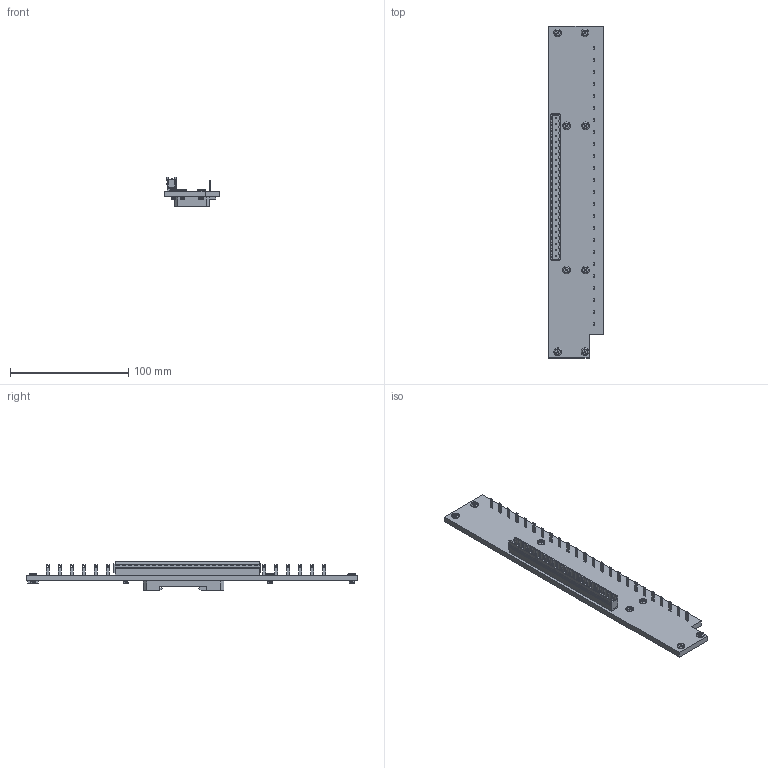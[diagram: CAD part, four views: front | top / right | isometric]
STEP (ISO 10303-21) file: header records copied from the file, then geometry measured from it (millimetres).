
FILE_DESCRIPTION(('CATIA V5R22 STEP214','CAx-IF Rec.Pracs.--- Model Styling and Organization---1.4--- 2014-01-23'),'2;1');
FILE_NAME ('029473-1_0_1985980000_3D_1985980000.stp','2023-08-08T10:51:23+00:00',('none'),('Weidmueller'),'CATIA Version 5-6 Release 2016 SP3 HF44','CATIA V5 STEP AP214','none');
FILE_SCHEMA(('AUTOMOTIVE_DESIGN { 1 0 10303 214 1 1 1 1 }'));
Length unit declared in the file: millimetre
Products named in the file (1): 1985980000_FAD S5115 SL24 M
Bounding box: 46 x 280.45 x 25.3 mm (x, y, z)
Volume: 78517.2 mm3; surface area: 39932.5 mm2
Topology: 1 solids, 19 shells, 1244 faces, 3168 edges, 1953 vertices
Faces by surface type: plane 618, cylinder 224, sphere 188, torus 128, cone 86
Entity records: 40055 total; most frequent: CARTESIAN_POINT 9655, ORIENTED_EDGE 6248, DIRECTION 5272, EDGE_CURVE 3124, AXIS2_PLACEMENT_3D 2157, VERTEX_POINT 1953, VECTOR 1872, LINE 1872
